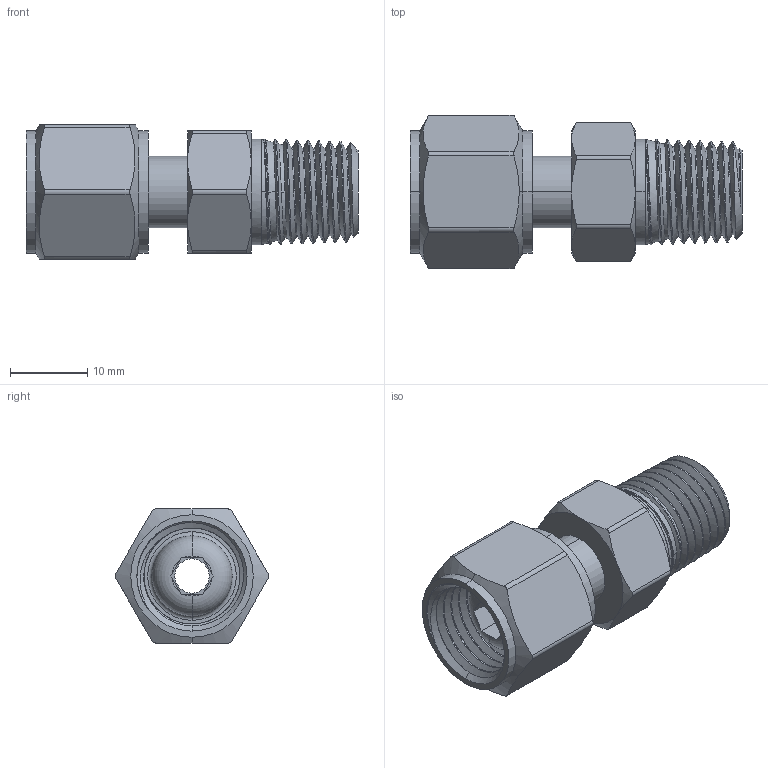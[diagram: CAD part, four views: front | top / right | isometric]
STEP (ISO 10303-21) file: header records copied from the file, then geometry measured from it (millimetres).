
FILE_DESCRIPTION (( 'STEP AP203' ), '1' );
FILE_NAME ('7919A51_Hose Fitting for Compressed Gas.STEP', '2021-07-07T05:45:28', ( 'Administrator' ), ( 'Managed by Terraform' ), 'SwSTEP 2.0', 'SolidWorks 2017', '' );
FILE_SCHEMA (( 'CONFIG_CONTROL_DESIGN' ));
Length unit declared in the file: inch
Products named in the file (1): 7919A51_Hose Fitting for Compressed Gas
Bounding box: 43.05 x 19.89 x 17.4 mm (x, y, z)
Volume: 6065.1 mm3; surface area: 5074 mm2
Topology: 2 solids, 2 shells, 140 faces, 363 edges, 235 vertices
Faces by surface type: cone 49, cylinder 45, plane 36, bspline 6, torus 4
Entity records: 11863 total; most frequent: CARTESIAN_POINT 8686, ORIENTED_EDGE 726, DIRECTION 534, EDGE_CURVE 363, VERTEX_POINT 235, AXIS2_PLACEMENT_3D 213, EDGE_LOOP 152, B_SPLINE_CURVE_WITH_KNOTS 146
